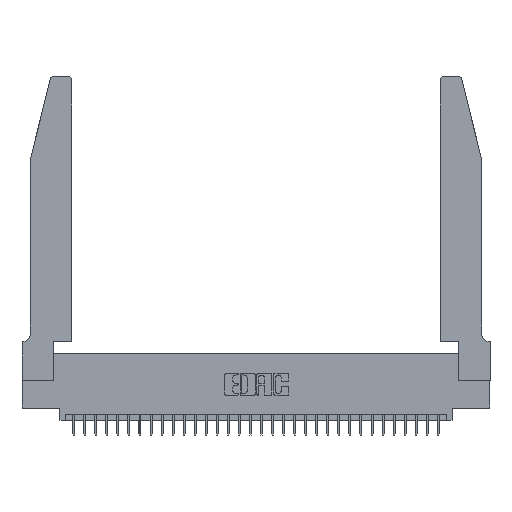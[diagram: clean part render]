
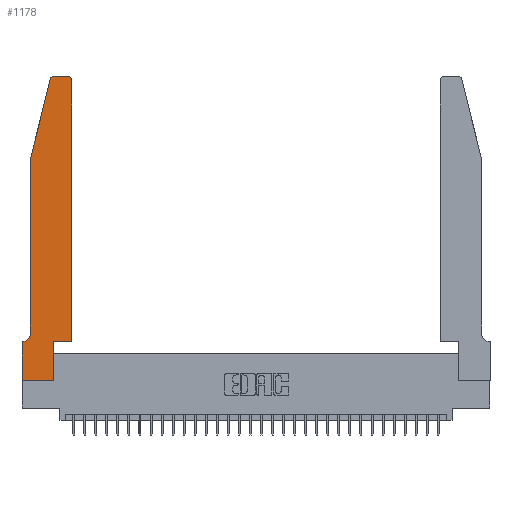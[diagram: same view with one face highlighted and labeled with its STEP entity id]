
A CAD part, top view. The second image highlights one B-rep face of the part: STEP entity #1178.
In plain terms, the highlighted planar face has unit normal (0, 0, 1).
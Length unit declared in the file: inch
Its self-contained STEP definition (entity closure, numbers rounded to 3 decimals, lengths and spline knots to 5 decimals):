
#524 = CARTESIAN_POINT ( 'NONE',  ( 0.2605, 2.75, 0.37 ) ) ;
#1010 = LINE ( 'NONE', #524, #12664 ) ;
#1178 = ADVANCED_FACE ( 'NONE', ( #28488 ), #11068, .T. ) ;
#2445 = CARTESIAN_POINT ( 'NONE',  ( 0.4205, 2.72, 0.37 ) ) ;
#2482 = CARTESIAN_POINT ( 'NONE',  ( 0.25487, 2.72718, 0.37 ) ) ;
#3465 = ORIENTED_EDGE ( 'NONE', *, *, #25452, .T. ) ;
#4610 = EDGE_CURVE ( 'NONE', #30950, #18482, #11828, .T. ) ;
#4770 = DIRECTION ( 'NONE',  ( 0., -1., 0. ) ) ;
#4919 = DIRECTION ( 'NONE',  ( 1., 0., 0. ) ) ;
#4995 = EDGE_LOOP ( 'NONE', ( #8899, #20464, #7676, #11378, #18913, #10381, #3465, #26872, #7969, #9376, #5446, #22312 ) ) ;
#5056 = EDGE_CURVE ( 'NONE', #24137, #6479, #19589, .T. ) ;
#5114 = CIRCLE ( 'NONE', #14620, 0.03 ) ;
#5259 = DIRECTION ( 'NONE',  ( 1., 0., 0. ) ) ;
#5322 = VERTEX_POINT ( 'NONE', #8798 ) ;
#5446 = ORIENTED_EDGE ( 'NONE', *, *, #23008, .T. ) ;
#5453 = LINE ( 'NONE', #15532, #25495 ) ;
#5733 = CARTESIAN_POINT ( 'NONE',  ( 0., 0., 0.37 ) ) ;
#6479 = VERTEX_POINT ( 'NONE', #23499 ) ;
#7067 = DIRECTION ( 'NONE',  ( -1., 0., 0. ) ) ;
#7213 = AXIS2_PLACEMENT_3D ( 'NONE', #12347, #22456, #7067 ) ;
#7247 = LINE ( 'NONE', #27761, #17685 ) ;
#7319 = CARTESIAN_POINT ( 'NONE',  ( 0.4505, 0.35, 0.37 ) ) ;
#7676 = ORIENTED_EDGE ( 'NONE', *, *, #30085, .T. ) ;
#7969 = ORIENTED_EDGE ( 'NONE', *, *, #16503, .T. ) ;
#7983 = VERTEX_POINT ( 'NONE', #29307 ) ;
#8468 = VERTEX_POINT ( 'NONE', #14168 ) ;
#8528 = LINE ( 'NONE', #5733, #23086 ) ;
#8637 = EDGE_CURVE ( 'NONE', #10197, #24137, #20469, .T. ) ;
#8798 = CARTESIAN_POINT ( 'NONE',  ( 0.2865, 0., 0.37 ) ) ;
#8899 = ORIENTED_EDGE ( 'NONE', *, *, #14089, .T. ) ;
#9376 = ORIENTED_EDGE ( 'NONE', *, *, #25934, .T. ) ;
#10197 = VERTEX_POINT ( 'NONE', #20175 ) ;
#10357 = CARTESIAN_POINT ( 'NONE',  ( 0.4505, 0.35, 0.37 ) ) ;
#10381 = ORIENTED_EDGE ( 'NONE', *, *, #5056, .T. ) ;
#10931 = DIRECTION ( 'NONE',  ( -1., 0., 0. ) ) ;
#11068 = PLANE ( 'NONE',  #22796 ) ;
#11378 = ORIENTED_EDGE ( 'NONE', *, *, #18399, .T. ) ;
#11755 = DIRECTION ( 'NONE',  ( 1., 0., 0. ) ) ;
#11828 = CIRCLE ( 'NONE', #30381, 0.03 ) ;
#12347 = CARTESIAN_POINT ( 'NONE',  ( 0.0055, 0.42, 0.37 ) ) ;
#12366 = LINE ( 'NONE', #24636, #31547 ) ;
#12656 = CARTESIAN_POINT ( 'NONE',  ( 0.284, 2.72, 0.37 ) ) ;
#12664 = VECTOR ( 'NONE', #10931, 39.37008 ) ;
#13383 = VERTEX_POINT ( 'NONE', #23971 ) ;
#13915 = CARTESIAN_POINT ( 'NONE',  ( 0.0755, 2., 0.37 ) ) ;
#14089 = EDGE_CURVE ( 'NONE', #13383, #30950, #1010, .T. ) ;
#14159 = DIRECTION ( 'NONE',  ( 0., 1., 0. ) ) ;
#14168 = CARTESIAN_POINT ( 'NONE',  ( 0.0755, 2., 0.37 ) ) ;
#14620 = AXIS2_PLACEMENT_3D ( 'NONE', #2445, #30436, #5259 ) ;
#14863 = CARTESIAN_POINT ( 'NONE',  ( 0., 0., 0.37 ) ) ;
#15011 = DIRECTION ( 'NONE',  ( 0., 1., 0. ) ) ;
#15160 = DIRECTION ( 'NONE',  ( 0., 0., 1. ) ) ;
#15532 = CARTESIAN_POINT ( 'NONE',  ( 0.0755, 2., 0.37 ) ) ;
#15993 = DIRECTION ( 'NONE',  ( 1., 0., 0. ) ) ;
#16108 = VECTOR ( 'NONE', #30223, 39.37008 ) ;
#16503 = EDGE_CURVE ( 'NONE', #5322, #7983, #31409, .T. ) ;
#16814 = VECTOR ( 'NONE', #11755, 39.37008 ) ;
#17685 = VECTOR ( 'NONE', #15011, 39.37008 ) ;
#18399 = EDGE_CURVE ( 'NONE', #8468, #10197, #5453, .T. ) ;
#18482 = VERTEX_POINT ( 'NONE', #2482 ) ;
#18762 = VERTEX_POINT ( 'NONE', #10357 ) ;
#18913 = ORIENTED_EDGE ( 'NONE', *, *, #8637, .T. ) ;
#19043 = VECTOR ( 'NONE', #14159, 39.37008 ) ;
#19543 = LINE ( 'NONE', #7319, #16814 ) ;
#19589 = LINE ( 'NONE', #20242, #16108 ) ;
#20039 = VERTEX_POINT ( 'NONE', #14863 ) ;
#20175 = CARTESIAN_POINT ( 'NONE',  ( 0.0755, 0.42, 0.37 ) ) ;
#20242 = CARTESIAN_POINT ( 'NONE',  ( 0.0755, 0.35, 0.37 ) ) ;
#20464 = ORIENTED_EDGE ( 'NONE', *, *, #4610, .T. ) ;
#20469 = CIRCLE ( 'NONE', #7213, 0.07 ) ;
#21373 = LINE ( 'NONE', #13915, #26786 ) ;
#22312 = ORIENTED_EDGE ( 'NONE', *, *, #25556, .T. ) ;
#22456 = DIRECTION ( 'NONE',  ( 0., 0., -1. ) ) ;
#22734 = VERTEX_POINT ( 'NONE', #31593 ) ;
#22796 = AXIS2_PLACEMENT_3D ( 'NONE', #31471, #26017, #26173 ) ;
#23008 = EDGE_CURVE ( 'NONE', #18762, #22734, #7247, .T. ) ;
#23086 = VECTOR ( 'NONE', #15993, 39.37008 ) ;
#23156 = DIRECTION ( 'NONE',  ( 0., -1., 0. ) ) ;
#23499 = CARTESIAN_POINT ( 'NONE',  ( 0., 0.35, 0.37 ) ) ;
#23971 = CARTESIAN_POINT ( 'NONE',  ( 0.4205, 2.75, 0.37 ) ) ;
#24137 = VERTEX_POINT ( 'NONE', #26947 ) ;
#24636 = CARTESIAN_POINT ( 'NONE',  ( 0., 0., 0.37 ) ) ;
#25452 = EDGE_CURVE ( 'NONE', #6479, #20039, #12366, .T. ) ;
#25495 = VECTOR ( 'NONE', #23156, 39.37008 ) ;
#25556 = EDGE_CURVE ( 'NONE', #22734, #13383, #5114, .T. ) ;
#25607 = EDGE_CURVE ( 'NONE', #20039, #5322, #8528, .T. ) ;
#25934 = EDGE_CURVE ( 'NONE', #7983, #18762, #19543, .T. ) ;
#26017 = DIRECTION ( 'NONE',  ( 0., 0., 1. ) ) ;
#26044 = DIRECTION ( 'NONE',  ( -0.239, -0.971, 0. ) ) ;
#26173 = DIRECTION ( 'NONE',  ( 1., 0., 0. ) ) ;
#26786 = VECTOR ( 'NONE', #26044, 39.37008 ) ;
#26872 = ORIENTED_EDGE ( 'NONE', *, *, #25607, .T. ) ;
#26947 = CARTESIAN_POINT ( 'NONE',  ( 0.0055, 0.35, 0.37 ) ) ;
#27761 = CARTESIAN_POINT ( 'NONE',  ( 0.4505, 0.35, 0.37 ) ) ;
#27811 = CARTESIAN_POINT ( 'NONE',  ( 0.284, 2.75, 0.37 ) ) ;
#28488 = FACE_OUTER_BOUND ( 'NONE', #4995, .T. ) ;
#29075 = CARTESIAN_POINT ( 'NONE',  ( 0.2865, 0.35, 0.37 ) ) ;
#29307 = CARTESIAN_POINT ( 'NONE',  ( 0.2865, 0.35, 0.37 ) ) ;
#30085 = EDGE_CURVE ( 'NONE', #18482, #8468, #21373, .T. ) ;
#30223 = DIRECTION ( 'NONE',  ( -1., 0., 0. ) ) ;
#30381 = AXIS2_PLACEMENT_3D ( 'NONE', #12656, #15160, #4919 ) ;
#30436 = DIRECTION ( 'NONE',  ( 0., 0., 1. ) ) ;
#30950 = VERTEX_POINT ( 'NONE', #27811 ) ;
#31409 = LINE ( 'NONE', #29075, #19043 ) ;
#31471 = CARTESIAN_POINT ( 'NONE',  ( 0., 0.35, 0.37 ) ) ;
#31547 = VECTOR ( 'NONE', #4770, 39.37008 ) ;
#31593 = CARTESIAN_POINT ( 'NONE',  ( 0.4505, 2.72, 0.37 ) ) ;
